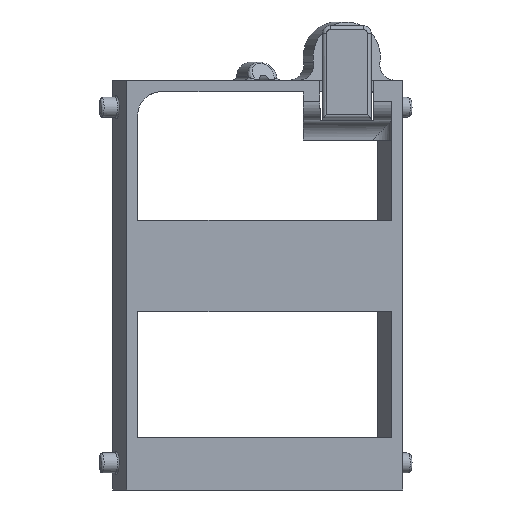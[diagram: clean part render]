
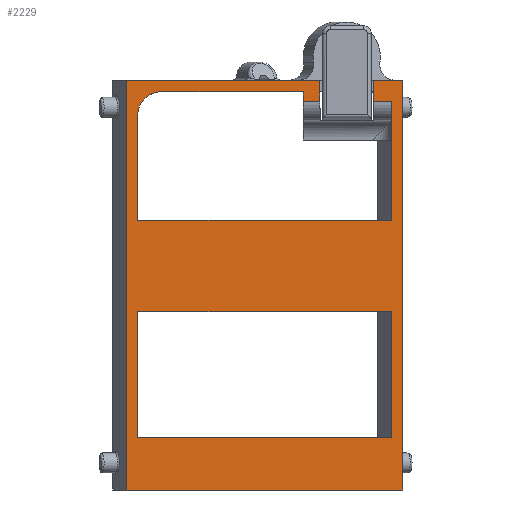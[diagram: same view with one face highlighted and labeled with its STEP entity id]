
A CAD part, front view. The second image highlights one B-rep face of the part: STEP entity #2229.
In plain terms, the highlighted planar face has unit normal (0, -1, 0).
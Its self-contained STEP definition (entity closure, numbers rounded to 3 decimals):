
#32=FACE_BOUND('',#303,.T.);
#56=PLANE('',#2406);
#165=FACE_OUTER_BOUND('',#302,.T.);
#302=EDGE_LOOP('',(#1607,#1608,#1609,#1610,#1611,#1612,#1613,#1614,#1615,
#1616,#1617,#1618,#1619,#1620,#1621,#1622,#1623,#1624));
#303=EDGE_LOOP('',(#1625,#1626,#1627,#1628));
#479=LINE('',#3581,#663);
#492=LINE('',#3615,#676);
#493=LINE('',#3620,#677);
#494=LINE('',#3623,#678);
#495=LINE('',#3625,#679);
#496=LINE('',#3628,#680);
#497=LINE('',#3630,#681);
#498=LINE('',#3632,#682);
#499=LINE('',#3634,#683);
#500=LINE('',#3636,#684);
#501=LINE('',#3638,#685);
#502=LINE('',#3640,#686);
#503=LINE('',#3642,#687);
#504=LINE('',#3644,#688);
#505=LINE('',#3646,#689);
#506=LINE('',#3648,#690);
#507=LINE('',#3649,#691);
#508=LINE('',#3652,#692);
#509=LINE('',#3654,#693);
#510=LINE('',#3656,#694);
#511=LINE('',#3657,#695);
#663=VECTOR('',#2720,10.);
#676=VECTOR('',#2751,10.);
#677=VECTOR('',#2758,10.);
#678=VECTOR('',#2761,10.);
#679=VECTOR('',#2762,10.);
#680=VECTOR('',#2765,10.);
#681=VECTOR('',#2766,10.);
#682=VECTOR('',#2767,10.);
#683=VECTOR('',#2768,10.);
#684=VECTOR('',#2769,10.);
#685=VECTOR('',#2770,10.);
#686=VECTOR('',#2771,10.);
#687=VECTOR('',#2772,10.);
#688=VECTOR('',#2773,10.);
#689=VECTOR('',#2774,10.);
#690=VECTOR('',#2775,10.);
#691=VECTOR('',#2776,10.);
#692=VECTOR('',#2777,10.);
#693=VECTOR('',#2778,10.);
#694=VECTOR('',#2779,10.);
#695=VECTOR('',#2780,10.);
#840=CIRCLE('',#2407,3.);
#976=VERTEX_POINT('',#3578);
#977=VERTEX_POINT('',#3580);
#988=VERTEX_POINT('',#3612);
#989=VERTEX_POINT('',#3614);
#990=VERTEX_POINT('',#3618);
#991=VERTEX_POINT('',#3622);
#992=VERTEX_POINT('',#3624);
#993=VERTEX_POINT('',#3626);
#994=VERTEX_POINT('',#3629);
#995=VERTEX_POINT('',#3631);
#996=VERTEX_POINT('',#3633);
#997=VERTEX_POINT('',#3635);
#998=VERTEX_POINT('',#3637);
#999=VERTEX_POINT('',#3639);
#1000=VERTEX_POINT('',#3641);
#1001=VERTEX_POINT('',#3643);
#1002=VERTEX_POINT('',#3645);
#1003=VERTEX_POINT('',#3647);
#1004=VERTEX_POINT('',#3650);
#1005=VERTEX_POINT('',#3651);
#1006=VERTEX_POINT('',#3653);
#1007=VERTEX_POINT('',#3655);
#1203=EDGE_CURVE('',#976,#977,#479,.T.);
#1220=EDGE_CURVE('',#988,#989,#492,.T.);
#1223=EDGE_CURVE('',#989,#990,#493,.T.);
#1224=EDGE_CURVE('',#991,#988,#494,.T.);
#1225=EDGE_CURVE('',#991,#992,#495,.T.);
#1226=EDGE_CURVE('',#993,#992,#840,.T.);
#1227=EDGE_CURVE('',#993,#977,#496,.T.);
#1228=EDGE_CURVE('',#994,#976,#497,.T.);
#1229=EDGE_CURVE('',#994,#995,#498,.T.);
#1230=EDGE_CURVE('',#995,#996,#499,.T.);
#1231=EDGE_CURVE('',#996,#997,#500,.T.);
#1232=EDGE_CURVE('',#997,#998,#501,.T.);
#1233=EDGE_CURVE('',#998,#999,#502,.T.);
#1234=EDGE_CURVE('',#999,#1000,#503,.T.);
#1235=EDGE_CURVE('',#1000,#1001,#504,.T.);
#1236=EDGE_CURVE('',#1001,#1002,#505,.T.);
#1237=EDGE_CURVE('',#1002,#1003,#506,.T.);
#1238=EDGE_CURVE('',#990,#1003,#507,.T.);
#1239=EDGE_CURVE('',#1004,#1005,#508,.T.);
#1240=EDGE_CURVE('',#1006,#1004,#509,.T.);
#1241=EDGE_CURVE('',#1007,#1006,#510,.T.);
#1242=EDGE_CURVE('',#1005,#1007,#511,.T.);
#1607=ORIENTED_EDGE('',*,*,#1223,.F.);
#1608=ORIENTED_EDGE('',*,*,#1220,.F.);
#1609=ORIENTED_EDGE('',*,*,#1224,.F.);
#1610=ORIENTED_EDGE('',*,*,#1225,.T.);
#1611=ORIENTED_EDGE('',*,*,#1226,.F.);
#1612=ORIENTED_EDGE('',*,*,#1227,.T.);
#1613=ORIENTED_EDGE('',*,*,#1203,.F.);
#1614=ORIENTED_EDGE('',*,*,#1228,.F.);
#1615=ORIENTED_EDGE('',*,*,#1229,.T.);
#1616=ORIENTED_EDGE('',*,*,#1230,.T.);
#1617=ORIENTED_EDGE('',*,*,#1231,.T.);
#1618=ORIENTED_EDGE('',*,*,#1232,.T.);
#1619=ORIENTED_EDGE('',*,*,#1233,.T.);
#1620=ORIENTED_EDGE('',*,*,#1234,.T.);
#1621=ORIENTED_EDGE('',*,*,#1235,.T.);
#1622=ORIENTED_EDGE('',*,*,#1236,.T.);
#1623=ORIENTED_EDGE('',*,*,#1237,.T.);
#1624=ORIENTED_EDGE('',*,*,#1238,.F.);
#1625=ORIENTED_EDGE('',*,*,#1239,.F.);
#1626=ORIENTED_EDGE('',*,*,#1240,.F.);
#1627=ORIENTED_EDGE('',*,*,#1241,.F.);
#1628=ORIENTED_EDGE('',*,*,#1242,.F.);
#2229=ADVANCED_FACE('',(#165,#32),#56,.F.);
#2406=AXIS2_PLACEMENT_3D('',#3621,#2759,#2760);
#2407=AXIS2_PLACEMENT_3D('',#3627,#2763,#2764);
#2720=DIRECTION('',(0.,0.,1.));
#2751=DIRECTION('',(0.,0.,1.));
#2758=DIRECTION('',(-1.,0.,0.));
#2759=DIRECTION('center_axis',(0.,1.,0.));
#2760=DIRECTION('ref_axis',(1.,0.,0.));
#2761=DIRECTION('',(1.,0.,0.));
#2762=DIRECTION('',(0.,0.,1.));
#2763=DIRECTION('center_axis',(0.,-1.,0.));
#2764=DIRECTION('ref_axis',(-0.707,0.,0.707));
#2765=DIRECTION('',(1.,0.,0.));
#2766=DIRECTION('',(-1.,0.,0.));
#2767=DIRECTION('',(-0.015,0.,1.));
#2768=DIRECTION('',(0.,0.,1.));
#2769=DIRECTION('',(-1.,0.,0.));
#2770=DIRECTION('',(0.,0.,-1.));
#2771=DIRECTION('',(1.,0.,0.));
#2772=DIRECTION('',(0.,0.,1.));
#2773=DIRECTION('',(-1.,0.,0.));
#2774=DIRECTION('',(0.,0.,-1.));
#2775=DIRECTION('',(1.,0.,0.));
#2776=DIRECTION('',(0.,0.,1.));
#2777=DIRECTION('',(-1.,0.,0.));
#2778=DIRECTION('',(0.,0.,1.));
#2779=DIRECTION('',(1.,0.,0.));
#2780=DIRECTION('',(0.,0.,-1.));
#3578=CARTESIAN_POINT('',(7.5,-11.044,25.226));
#3580=CARTESIAN_POINT('',(7.5,-11.044,26.47));
#3581=CARTESIAN_POINT('',(7.5,-11.044,18.982));
#3612=CARTESIAN_POINT('',(18.946,-11.044,9.883));
#3614=CARTESIAN_POINT('',(18.946,-11.044,25.226));
#3615=CARTESIAN_POINT('',(18.946,-11.044,19.041));
#3618=CARTESIAN_POINT('',(16.606,-11.044,25.226));
#3620=CARTESIAN_POINT('',(9.565,-11.044,25.226));
#3621=CARTESIAN_POINT('Origin',(2.525,-11.044,1.47));
#3622=CARTESIAN_POINT('',(-13.896,-11.044,9.883));
#3623=CARTESIAN_POINT('',(18.946,-11.044,9.883));
#3624=CARTESIAN_POINT('',(-13.896,-11.044,23.47));
#3625=CARTESIAN_POINT('',(-13.896,-11.044,10.255));
#3626=CARTESIAN_POINT('',(-10.896,-11.044,26.47));
#3627=CARTESIAN_POINT('Origin',(-10.896,-11.044,23.47));
#3628=CARTESIAN_POINT('',(10.736,-11.044,26.47));
#3629=CARTESIAN_POINT('',(9.663,-11.044,25.226));
#3630=CARTESIAN_POINT('',(5.013,-11.044,25.226));
#3631=CARTESIAN_POINT('',(9.645,-11.044,26.47));
#3632=CARTESIAN_POINT('',(9.7,-11.044,22.7));
#3633=CARTESIAN_POINT('',(9.645,-11.044,27.97));
#3634=CARTESIAN_POINT('',(9.645,-11.044,13.97));
#3635=CARTESIAN_POINT('',(-15.344,-11.044,27.97));
#3636=CARTESIAN_POINT('',(20.395,-11.044,27.97));
#3637=CARTESIAN_POINT('',(-15.344,-11.044,-25.03));
#3638=CARTESIAN_POINT('',(-15.344,-11.044,27.97));
#3639=CARTESIAN_POINT('',(20.395,-11.044,-25.03));
#3640=CARTESIAN_POINT('',(-15.344,-11.044,-25.03));
#3641=CARTESIAN_POINT('',(20.395,-11.044,27.97));
#3642=CARTESIAN_POINT('',(20.395,-11.044,-25.03));
#3643=CARTESIAN_POINT('',(16.596,-11.044,27.97));
#3644=CARTESIAN_POINT('',(20.395,-11.044,27.97));
#3645=CARTESIAN_POINT('',(16.596,-11.044,26.47));
#3646=CARTESIAN_POINT('',(16.596,-11.044,14.72));
#3647=CARTESIAN_POINT('',(16.606,-11.044,26.47));
#3648=CARTESIAN_POINT('',(10.736,-11.044,26.47));
#3649=CARTESIAN_POINT('',(16.606,-11.044,22.7));
#3650=CARTESIAN_POINT('',(18.946,-11.044,-1.944));
#3651=CARTESIAN_POINT('',(-13.896,-11.044,-1.944));
#3652=CARTESIAN_POINT('',(-13.896,-11.044,-1.944));
#3653=CARTESIAN_POINT('',(18.946,-11.044,-18.281));
#3654=CARTESIAN_POINT('',(18.946,-11.044,-1.944));
#3655=CARTESIAN_POINT('',(-13.896,-11.044,-18.281));
#3656=CARTESIAN_POINT('',(18.946,-11.044,-18.281));
#3657=CARTESIAN_POINT('',(-13.896,-11.044,-18.281));
